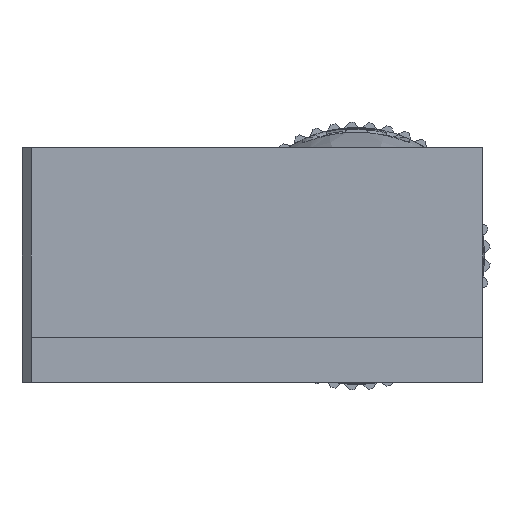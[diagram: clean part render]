
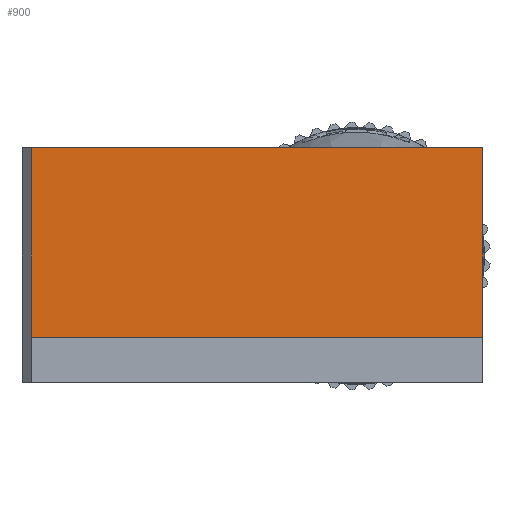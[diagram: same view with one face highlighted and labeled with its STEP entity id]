
A CAD part, left-side view. The second image highlights one B-rep face of the part: STEP entity #900.
In plain terms, the highlighted planar face has unit normal (-1, 0, 0).
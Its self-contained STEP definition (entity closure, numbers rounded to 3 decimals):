
#62=DIRECTION('',(0.,-1.,0.));
#63=VECTOR('',#62,25.);
#64=CARTESIAN_POINT('',(-33.75,12.5,2.5));
#65=LINE('',#64,#63);
#190=DIRECTION('',(0.,1.,0.));
#191=VECTOR('',#190,25.);
#192=CARTESIAN_POINT('',(-33.75,-12.5,13.));
#193=LINE('',#192,#191);
#251=DIRECTION('',(0.,0.,-1.));
#252=VECTOR('',#251,10.5);
#253=CARTESIAN_POINT('',(-33.75,12.5,13.));
#254=LINE('',#253,#252);
#255=DIRECTION('',(0.,0.,1.));
#256=VECTOR('',#255,10.5);
#257=CARTESIAN_POINT('',(-33.75,-12.5,2.5));
#258=LINE('',#257,#256);
#448=CARTESIAN_POINT('',(-33.75,-12.5,13.));
#449=VERTEX_POINT('',#448);
#458=CARTESIAN_POINT('',(-33.75,12.5,13.));
#459=VERTEX_POINT('',#458);
#460=CARTESIAN_POINT('',(-33.75,12.5,2.5));
#461=CARTESIAN_POINT('',(-33.75,-12.5,2.5));
#462=VERTEX_POINT('',#460);
#463=VERTEX_POINT('',#461);
#888=CARTESIAN_POINT('',(-33.75,-12.5,2.5));
#889=DIRECTION('',(1.,0.,0.));
#890=DIRECTION('',(0.,1.,0.));
#891=AXIS2_PLACEMENT_3D('',#888,#889,#890);
#892=PLANE('',#891);
#893=ORIENTED_EDGE('',*,*,#577,.F.);
#895=ORIENTED_EDGE('',*,*,#894,.F.);
#896=ORIENTED_EDGE('',*,*,#716,.F.);
#897=ORIENTED_EDGE('',*,*,#871,.F.);
#898=EDGE_LOOP('',(#893,#895,#896,#897));
#899=FACE_OUTER_BOUND('',#898,.F.);
#900=ADVANCED_FACE('',(#899),#892,.F.);
#577=EDGE_CURVE('',#462,#463,#65,.T.);
#716=EDGE_CURVE('',#449,#459,#193,.T.);
#871=EDGE_CURVE('',#463,#449,#258,.T.);
#894=EDGE_CURVE('',#459,#462,#254,.T.);
